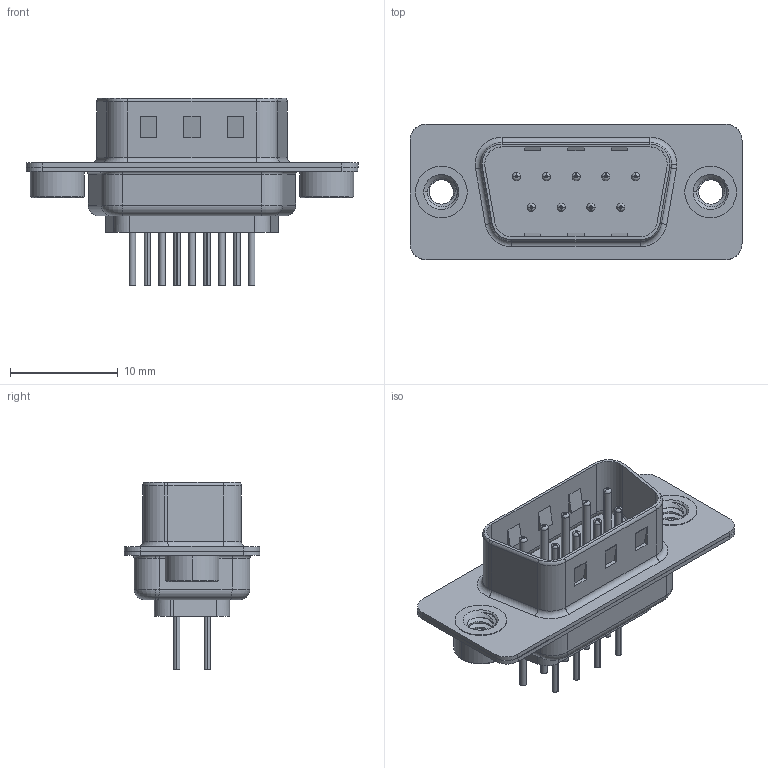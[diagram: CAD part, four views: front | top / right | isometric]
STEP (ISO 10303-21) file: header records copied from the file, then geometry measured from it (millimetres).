
FILE_DESCRIPTION (( 'STEP AP203' ), '1' );
FILE_NAME ('MHDD-09MNS-C1.STEP', '2025-11-12T19:57:22', ( '' ), ( '' ), 'SwSTEP 2.0', 'SolidWorks 2023', '' );
FILE_SCHEMA (( 'CONFIG_CONTROL_DESIGN' ));
Length unit declared in the file: millimetre
Products named in the file (7): MHDD 4-40 Threaded Standoff BS; MHDD Contact Row 2_20L; MHDD Shell Rear_09 Contacts; MHDD-09MNS-C1; MHDD Housing_09 LP; MHDD Shell Front_09 Contacts; MHDD Contact Row 1_20L
Assembly tree (14 placements, depth 2):
  MHDD-09MNS-C1
    MHDD Housing_09 LP
    MHDD Shell Front_09 Contacts
    MHDD Shell Rear_09 Contacts
    MHDD Contact Row 1_20L  x5
    MHDD Contact Row 2_20L  x4
    MHDD 4-40 Threaded Standoff BS  x2
Bounding box: 30.81 x 12.6 x 17.42 mm (x, y, z)
Volume: 1285.7 mm3; surface area: 3892.5 mm2
Topology: 14 solids, 14 shells, 1188 faces, 3072 edges, 1905 vertices
Faces by surface type: cylinder 460, plane 323, torus 293, cone 106, bspline 6
Entity records: 18604 total; most frequent: CARTESIAN_POINT 4733, DIRECTION 2903, ORIENTED_EDGE 2618, EDGE_CURVE 1309, AXIS2_PLACEMENT_3D 1165, VERTEX_POINT 824, CIRCLE 627, EDGE_LOOP 595
